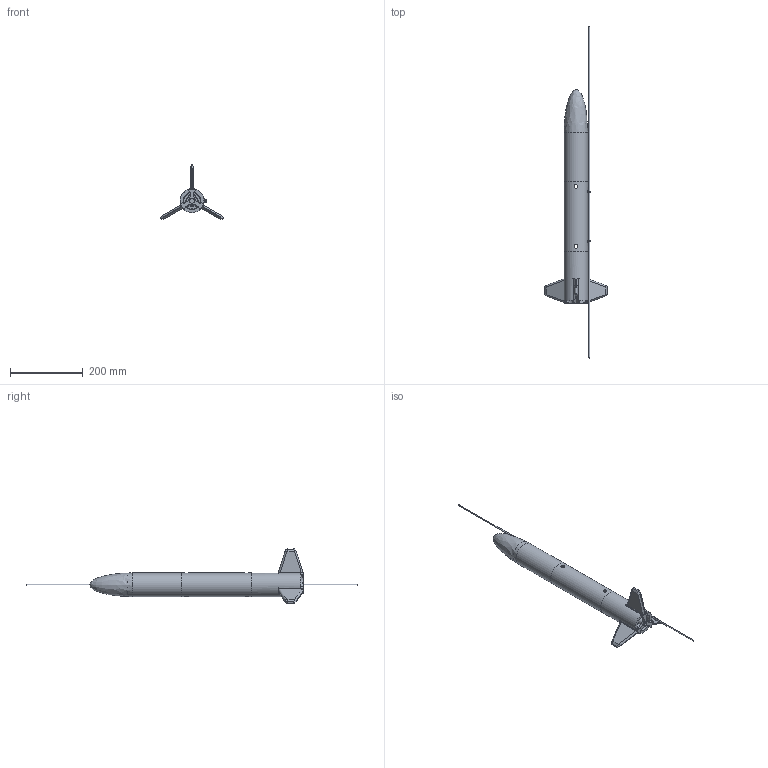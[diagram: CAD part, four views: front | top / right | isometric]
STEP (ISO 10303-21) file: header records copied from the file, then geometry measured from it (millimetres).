
FILE_DESCRIPTION(/* description */ (''),/* implementation_level */ '2;1');
FILE_NAME(/* name */ 'Assembly v4.step',/* time_stamp */ '2023-09-28T22:47:50-04:00',/* author */ (''),/* organization */ (''),/* preprocessor_version */ 'ST-DEVELOPER v20',/* originating_system */ 'Autodesk Translation Framework v12.14.0.127',/* authorisation */ '');
FILE_SCHEMA (('AUTOMOTIVE_DESIGN { 1 0 10303 214 3 1 1 }'));
Length unit declared in the file: millimetre
Products named in the file (8): Assembly; UpperBody; MidBody; LowerBodyC; DownHolder; NoseCone; Estes_C6-5_Motor; eighth_in_launch_rod
Assembly tree (7 placements, depth 2):
  Assembly
    UpperBody
    MidBody
    LowerBodyC
    DownHolder
    NoseCone
    Estes_C6-5_Motor
    eighth_in_launch_rod
Bounding box: 172.25 x 914.4 x 149.85 mm (x, y, z)
Volume: 620180.8 mm3; surface area: 300697.8 mm2
Topology: 8 solids, 8 shells, 310 faces, 807 edges, 496 vertices
Faces by surface type: cylinder 123, plane 95, torus 44, bspline 42, cone 6
Full cylindrical faces by diameter (mm): 3.175 x1, 4.175 x2, 4.5 x1, 10.274 x4, 12 x4, 12.5 x2, 14 x1, 18 x1, 18.1 x1, 51 x1, 52.9 x2, 55 x2, 56.9 x2, 57 x3, 65 x3
Entity records: 12253 total; most frequent: CARTESIAN_POINT 4534, DIRECTION 1637, ORIENTED_EDGE 1572, EDGE_CURVE 786, AXIS2_PLACEMENT_3D 686, VERTEX_POINT 496, CIRCLE 359, EDGE_LOOP 348
